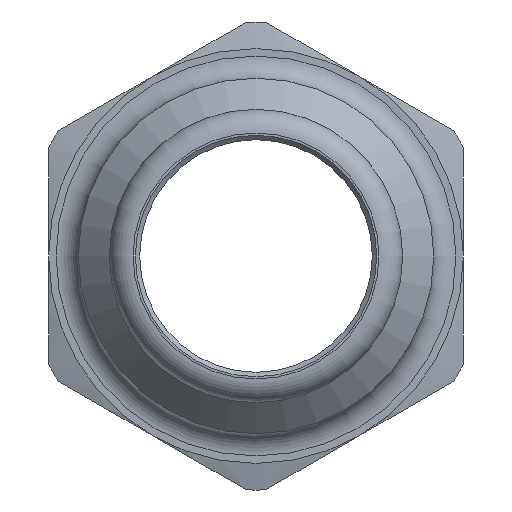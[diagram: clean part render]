
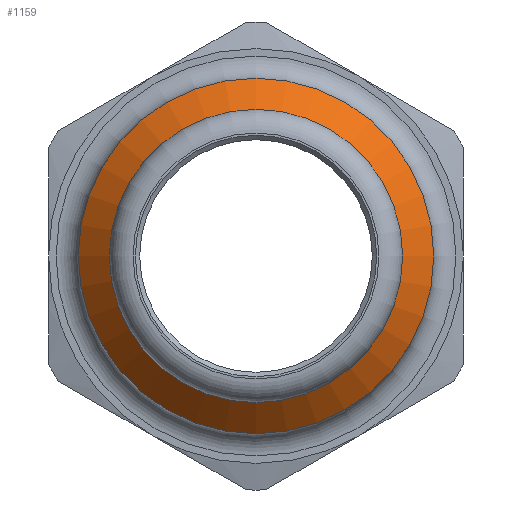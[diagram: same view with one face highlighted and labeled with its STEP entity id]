
A CAD part, left-side view. The second image highlights one B-rep face of the part: STEP entity #1159.
In plain terms, the highlighted conical face has half-angle 45 degrees and reference radius 5.475 mm.
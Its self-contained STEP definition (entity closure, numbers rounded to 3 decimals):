
#1111=CARTESIAN_POINT('',(5.05,4.95,0.0));
#1112=VERTEX_POINT('',#1111);
#1113=CARTESIAN_POINT('',(5.05,0.0,0.0));
#1114=DIRECTION('',(1.0,0.0,0.0));
#1115=DIRECTION('',(0.0,1.0,0.0));
#1116=AXIS2_PLACEMENT_3D('',#1113,#1114,#1115);
#1117=CIRCLE('',#1116,4.95);
#1118=EDGE_CURVE('',#1112,#1112,#1117,.T.);
#1140=CARTESIAN_POINT('',(5.575,0.0,0.0));
#1141=DIRECTION('',(1.0,0.0,0.0));
#1142=DIRECTION('',(0.0,1.0,0.0));
#1143=AXIS2_PLACEMENT_3D('',#1140,#1141,#1142);
#1144=CONICAL_SURFACE('',#1143,5.475,45.);
#1145=CARTESIAN_POINT('',(6.1,6.,0.0));
#1146=VERTEX_POINT('',#1145);
#1147=CARTESIAN_POINT('',(6.1,0.0,0.0));
#1148=DIRECTION('',(1.0,0.0,0.0));
#1149=DIRECTION('',(0.0,1.0,0.0));
#1150=AXIS2_PLACEMENT_3D('',#1147,#1148,#1149);
#1151=CIRCLE('',#1150,6.);
#1152=EDGE_CURVE('',#1146,#1146,#1151,.T.);
#1153=ORIENTED_EDGE('',*,*,#1152,.F.);
#1154=EDGE_LOOP('',(#1153));
#1155=FACE_OUTER_BOUND('',#1154,.T.);
#1156=ORIENTED_EDGE('',*,*,#1118,.T.);
#1157=EDGE_LOOP('',(#1156));
#1158=FACE_BOUND('',#1157,.T.);
#1159=ADVANCED_FACE('',(#1155,#1158),#1144,.T.);
